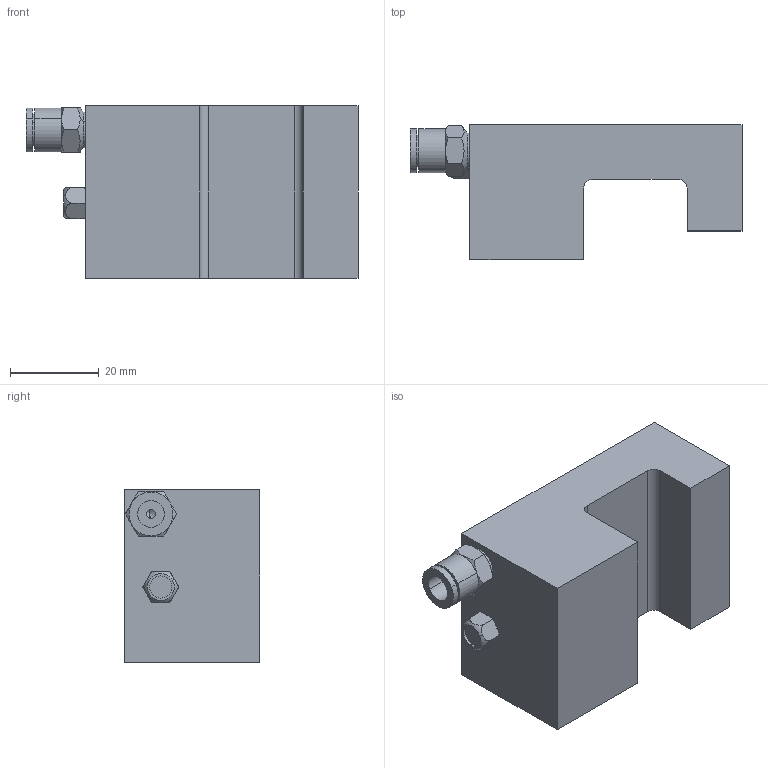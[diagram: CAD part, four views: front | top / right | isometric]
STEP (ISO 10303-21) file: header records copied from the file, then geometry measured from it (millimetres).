
FILE_DESCRIPTION (( 'STEP AP214' ), '1' );
FILE_NAME ('CPD25S.STEP', '2017-01-21T02:57:01', ( 'Sky123.Org' ), ( 'Sky123.Org' ), 'SwSTEP 2.0', 'SolidWorks 2012', '' );
FILE_SCHEMA (( 'AUTOMOTIVE_DESIGN' ));
Length unit declared in the file: millimetre
Products named in the file (1): CPD25S
Bounding box: 74.9 x 30.5 x 39 mm (x, y, z)
Volume: 53458.3 mm3; surface area: 13376.5 mm2
Topology: 4 solids, 4 shells, 110 faces, 254 edges, 160 vertices
Faces by surface type: plane 45, cylinder 41, cone 20, torus 4
Entity records: 4691 total; most frequent: CARTESIAN_POINT 901, DIRECTION 540, ORIENTED_EDGE 500, EDGE_CURVE 250, AXIS2_PLACEMENT_3D 213, VERTEX_POINT 160, EDGE_LOOP 128, UNCERTAINTY_MEASURE_WITH_UNIT 116
